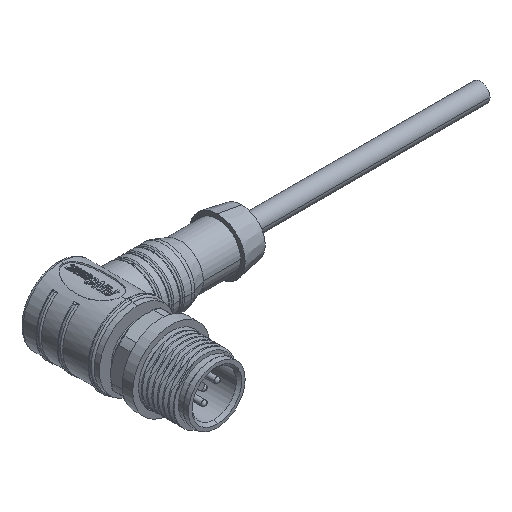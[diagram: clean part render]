
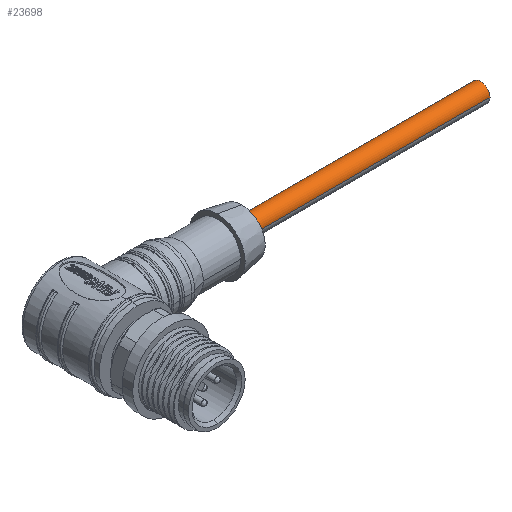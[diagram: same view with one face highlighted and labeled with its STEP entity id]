
A CAD part, isometric view. The second image highlights one B-rep face of the part: STEP entity #23698.
In plain terms, the highlighted cylindrical face has radius 1.75 mm (diameter 3.5 mm), a partial arc.
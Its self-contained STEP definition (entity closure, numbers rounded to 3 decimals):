
#973 = CARTESIAN_POINT ( 'NONE',  ( 73.9, 11.348, 0. ) ) ;
#1025 = CYLINDRICAL_SURFACE ( 'NONE', #21220, 1.75 ) ;
#1577 = CARTESIAN_POINT ( 'NONE',  ( 28.9, 9.598, 0. ) ) ;
#2289 = LINE ( 'NONE', #4252, #14638 ) ;
#3388 = DIRECTION ( 'NONE',  ( 0., -1., 0. ) ) ;
#3523 = EDGE_CURVE ( 'NONE', #19917, #18051, #9058, .T. ) ;
#4252 = CARTESIAN_POINT ( 'NONE',  ( 73.9, 7.848, 0. ) ) ;
#4761 = CARTESIAN_POINT ( 'NONE',  ( 28.9, 11.348, 0. ) ) ;
#6799 = AXIS2_PLACEMENT_3D ( 'NONE', #1577, #14418, #3388 ) ;
#8779 = VECTOR ( 'NONE', #19446, 1000. ) ;
#9058 = LINE ( 'NONE', #15718, #8779 ) ;
#10035 = ORIENTED_EDGE ( 'NONE', *, *, #15065, .T. ) ;
#10367 = CARTESIAN_POINT ( 'NONE',  ( 73.9, 7.848, 0. ) ) ;
#10481 = DIRECTION ( 'NONE',  ( -1., 0., 0. ) ) ;
#11046 = EDGE_CURVE ( 'NONE', #18051, #17055, #14392, .T. ) ;
#14241 = EDGE_CURVE ( 'NONE', #20037, #17055, #2289, .T. ) ;
#14392 = CIRCLE ( 'NONE', #6799, 1.75 ) ;
#14418 = DIRECTION ( 'NONE',  ( 1., 0., 0. ) ) ;
#14638 = VECTOR ( 'NONE', #15312, 1000. ) ;
#15024 = CARTESIAN_POINT ( 'NONE',  ( 28.9, 7.848, 0. ) ) ;
#15065 = EDGE_CURVE ( 'NONE', #20037, #19917, #20134, .T. ) ;
#15312 = DIRECTION ( 'NONE',  ( -1., 0., 0. ) ) ;
#15698 = FACE_OUTER_BOUND ( 'NONE', #18824, .T. ) ;
#15718 = CARTESIAN_POINT ( 'NONE',  ( 73.9, 11.348, 0. ) ) ;
#16400 = DIRECTION ( 'NONE',  ( -1., 0., 0. ) ) ;
#17054 = ORIENTED_EDGE ( 'NONE', *, *, #3523, .T. ) ;
#17055 = VERTEX_POINT ( 'NONE', #15024 ) ;
#18051 = VERTEX_POINT ( 'NONE', #4761 ) ;
#18254 = CARTESIAN_POINT ( 'NONE',  ( 73.9, 9.598, 0. ) ) ;
#18824 = EDGE_LOOP ( 'NONE', ( #10035, #17054, #23896, #21545 ) ) ;
#19446 = DIRECTION ( 'NONE',  ( -1., 0., 0. ) ) ;
#19917 = VERTEX_POINT ( 'NONE', #973 ) ;
#20037 = VERTEX_POINT ( 'NONE', #10367 ) ;
#20131 = DIRECTION ( 'NONE',  ( 0., -1., 0. ) ) ;
#20134 = CIRCLE ( 'NONE', #20749, 1.75 ) ;
#20749 = AXIS2_PLACEMENT_3D ( 'NONE', #21573, #10481, #23434 ) ;
#21220 = AXIS2_PLACEMENT_3D ( 'NONE', #18254, #16400, #20131 ) ;
#21545 = ORIENTED_EDGE ( 'NONE', *, *, #14241, .F. ) ;
#21573 = CARTESIAN_POINT ( 'NONE',  ( 73.9, 9.598, 0. ) ) ;
#23434 = DIRECTION ( 'NONE',  ( 0., -1., 0. ) ) ;
#23698 = ADVANCED_FACE ( 'NONE', ( #15698 ), #1025, .T. ) ;
#23896 = ORIENTED_EDGE ( 'NONE', *, *, #11046, .T. ) ;
